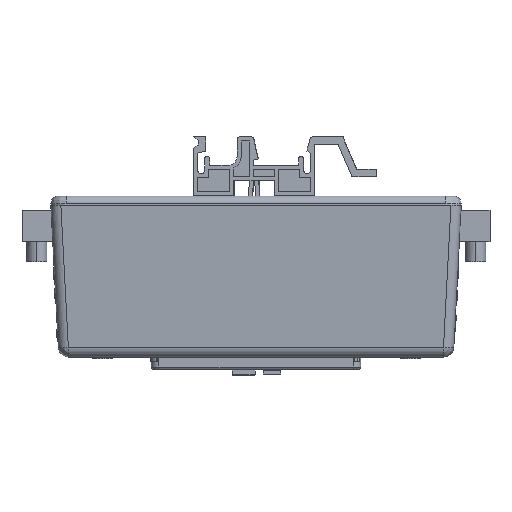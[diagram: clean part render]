
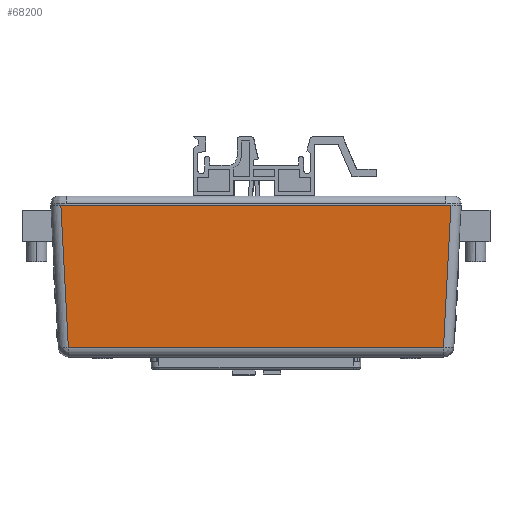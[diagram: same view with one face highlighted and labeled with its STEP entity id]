
A CAD part, left-side view. The second image highlights one B-rep face of the part: STEP entity #68200.
In plain terms, the highlighted planar face has unit normal (-0.999, 0.002, -0.052).
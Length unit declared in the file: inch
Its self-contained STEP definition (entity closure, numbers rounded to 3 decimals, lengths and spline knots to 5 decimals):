
#2418 = DIRECTION ( 'NONE',  ( 0.002, 1., 0. ) ) ;
#5295 = VECTOR ( 'NONE', #74909, 39.37008 ) ;
#11941 = LINE ( 'NONE', #116107, #23440 ) ;
#13506 = CARTESIAN_POINT ( 'NONE',  ( -4.27827, -1.81941, 2.0212 ) ) ;
#14636 = CARTESIAN_POINT ( 'NONE',  ( -4.18562, -1.6024, 0.25966 ) ) ;
#18520 = EDGE_LOOP ( 'NONE', ( #63258, #59382, #19113, #104669 ) ) ;
#19113 = ORIENTED_EDGE ( 'NONE', *, *, #92697, .T. ) ;
#20412 = VERTEX_POINT ( 'NONE', #87594 ) ;
#21194 = CARTESIAN_POINT ( 'NONE',  ( -4.27808, -1.69458, 2.0212 ) ) ;
#23408 = VERTEX_POINT ( 'NONE', #100389 ) ;
#23440 = VECTOR ( 'NONE', #97615, 39.37008 ) ;
#23873 = VERTEX_POINT ( 'NONE', #21194 ) ;
#28852 = DIRECTION ( 'NONE',  ( -0.052, -0.052, 0.997 ) ) ;
#34573 = EDGE_CURVE ( 'NONE', #20412, #23408, #11941, .T. ) ;
#35111 = AXIS2_PLACEMENT_3D ( 'NONE', #65208, #36874, #47325 ) ;
#36874 = DIRECTION ( 'NONE',  ( -0.999, 0.002, -0.052 ) ) ;
#47325 = DIRECTION ( 'NONE',  ( -0.052, 0., 0.999 ) ) ;
#59382 = ORIENTED_EDGE ( 'NONE', *, *, #34573, .T. ) ;
#61809 = EDGE_CURVE ( 'NONE', #94583, #23873, #103482, .T. ) ;
#63258 = ORIENTED_EDGE ( 'NONE', *, *, #87596, .T. ) ;
#65208 = CARTESIAN_POINT ( 'NONE',  ( -4.27827, -1.81941, 2.0212 ) ) ;
#67735 = LINE ( 'NONE', #13506, #109107 ) ;
#68200 = ADVANCED_FACE ( 'NONE', ( #104090 ), #121332, .T. ) ;
#74909 = DIRECTION ( 'NONE',  ( -0.002, -1., 0. ) ) ;
#76711 = CARTESIAN_POINT ( 'NONE',  ( -4.18595, -1.81955, 0.25966 ) ) ;
#84794 = LINE ( 'NONE', #76711, #5295 ) ;
#87594 = CARTESIAN_POINT ( 'NONE',  ( -4.27076, 3.13576, 2.0212 ) ) ;
#87596 = EDGE_CURVE ( 'NONE', #23873, #20412, #67735, .T. ) ;
#92697 = EDGE_CURVE ( 'NONE', #23408, #94583, #84794, .T. ) ;
#94583 = VERTEX_POINT ( 'NONE', #14636 ) ;
#95026 = VECTOR ( 'NONE', #28852, 39.37008 ) ;
#97615 = DIRECTION ( 'NONE',  ( 0.052, -0.052, -0.997 ) ) ;
#100389 = CARTESIAN_POINT ( 'NONE',  ( -4.17858, 3.0433, 0.25966 ) ) ;
#102264 = CARTESIAN_POINT ( 'NONE',  ( -4.18562, -1.6024, 0.25966 ) ) ;
#103482 = LINE ( 'NONE', #102264, #95026 ) ;
#104090 = FACE_OUTER_BOUND ( 'NONE', #18520, .T. ) ;
#104669 = ORIENTED_EDGE ( 'NONE', *, *, #61809, .T. ) ;
#109107 = VECTOR ( 'NONE', #2418, 39.37008 ) ;
#116107 = CARTESIAN_POINT ( 'NONE',  ( -4.27076, 3.13576, 2.0212 ) ) ;
#121332 = PLANE ( 'NONE',  #35111 ) ;
